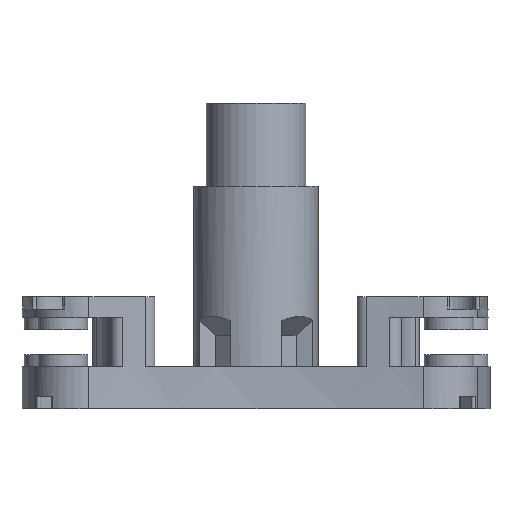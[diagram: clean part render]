
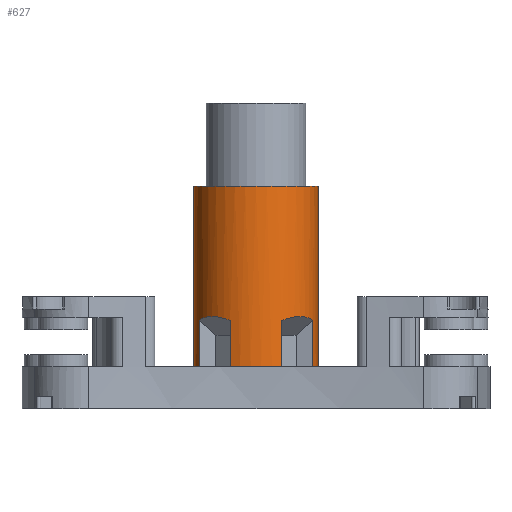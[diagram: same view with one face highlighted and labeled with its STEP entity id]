
A CAD part, front view. The second image highlights one B-rep face of the part: STEP entity #627.
In plain terms, the highlighted cylindrical face has radius 7.5 mm (diameter 15 mm), a partial arc.
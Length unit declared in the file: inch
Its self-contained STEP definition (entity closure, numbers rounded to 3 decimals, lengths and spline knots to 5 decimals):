
#78 = EDGE_CURVE ( 'NONE', #3397, #727, #5316, .T. ) ;
#159 = ORIENTED_EDGE ( 'NONE', *, *, #3885, .F. ) ;
#246 = AXIS2_PLACEMENT_3D ( 'NONE', #5083, #6228, #3731 ) ;
#302 = VERTEX_POINT ( 'NONE', #4931 ) ;
#308 = ORIENTED_EDGE ( 'NONE', *, *, #6102, .T. ) ;
#411 = DIRECTION ( 'NONE',  ( 1., 0., 0. ) ) ;
#476 = VERTEX_POINT ( 'NONE', #3327 ) ;
#627 = ADVANCED_FACE ( 'NONE', ( #2303 ), #4685, .T. ) ;
#648 = CIRCLE ( 'NONE', #7848, 0.29528 ) ;
#666 = EDGE_CURVE ( 'NONE', #3380, #2271, #2442, .T. ) ;
#687 = CARTESIAN_POINT ( 'NONE',  ( -0.26849, -0.12289, 0.95887 ) ) ;
#703 = CARTESIAN_POINT ( 'NONE',  ( 0.26849, -0.12289, 0.32005 ) ) ;
#727 = VERTEX_POINT ( 'NONE', #6761 ) ;
#914 = CARTESIAN_POINT ( 'NONE',  ( -0.23868, -0.18802, 0.34503 ) ) ;
#960 = EDGE_CURVE ( 'NONE', #476, #302, #3545, .T. ) ;
#1163 = CARTESIAN_POINT ( 'NONE',  ( 0., 0., 0.1 ) ) ;
#1186 = CARTESIAN_POINT ( 'NONE',  ( 0.23868, -0.18802, 0.34503 ) ) ;
#1236 = VERTEX_POINT ( 'NONE', #2228 ) ;
#1566 = ORIENTED_EDGE ( 'NONE', *, *, #960, .F. ) ;
#1672 = CARTESIAN_POINT ( 'NONE',  ( 0., 0., 0.1 ) ) ;
#1682 = DIRECTION ( 'NONE',  ( 0., 0., -1. ) ) ;
#1765 = CARTESIAN_POINT ( 'NONE',  ( 0.26849, -0.12289, 0.1 ) ) ;
#1972 = DIRECTION ( 'NONE',  ( 0., 0., -1. ) ) ;
#2029 = ORIENTED_EDGE ( 'NONE', *, *, #7628, .T. ) ;
#2095 = EDGE_CURVE ( 'NONE', #5800, #7862, #2930, .T. ) ;
#2102 = CARTESIAN_POINT ( 'NONE',  ( -0.26849, -0.12289, 0.32005 ) ) ;
#2228 = CARTESIAN_POINT ( 'NONE',  ( 0.12289, -0.26849, 0.1 ) ) ;
#2271 = VERTEX_POINT ( 'NONE', #7018 ) ;
#2303 = FACE_OUTER_BOUND ( 'NONE', #6555, .T. ) ;
#2343 = CIRCLE ( 'NONE', #246, 0.29528 ) ;
#2353 = VECTOR ( 'NONE', #5479, 39.37008 ) ;
#2442 =( BOUNDED_CURVE ( )  B_SPLINE_CURVE ( 3, ( #6804, #4353, #1186, #703 ),
 .UNSPECIFIED., .F., .F. ) 
 B_SPLINE_CURVE_WITH_KNOTS ( ( 4, 4 ),
 ( 2.78544, 3.49774 ),
 .UNSPECIFIED. ) 
 CURVE ( )  GEOMETRIC_REPRESENTATION_ITEM ( )  RATIONAL_B_SPLINE_CURVE ( ( 1., 0.958, 0.958, 1. ) ) 
 REPRESENTATION_ITEM ( '' )  );
#2719 = CARTESIAN_POINT ( 'NONE',  ( -0.18802, -0.23868, 0.34503 ) ) ;
#2727 = DIRECTION ( 'NONE',  ( 0., 0., -1. ) ) ;
#2728 = VERTEX_POINT ( 'NONE', #6398 ) ;
#2774 = ORIENTED_EDGE ( 'NONE', *, *, #6195, .F. ) ;
#2862 = CARTESIAN_POINT ( 'NONE',  ( 0.26849, -0.12289, 0.95887 ) ) ;
#2930 = CIRCLE ( 'NONE', #7904, 0.29528 ) ;
#2947 = ORIENTED_EDGE ( 'NONE', *, *, #78, .T. ) ;
#2998 = VECTOR ( 'NONE', #1972, 39.37008 ) ;
#3055 = CARTESIAN_POINT ( 'NONE',  ( 0.29528, 0., 0.95887 ) ) ;
#3223 = CARTESIAN_POINT ( 'NONE',  ( 0., 0., 0.95887 ) ) ;
#3231 = LINE ( 'NONE', #5668, #2998 ) ;
#3327 = CARTESIAN_POINT ( 'NONE',  ( 0.29528, 0., 0.95887 ) ) ;
#3380 = VERTEX_POINT ( 'NONE', #4632 ) ;
#3397 = VERTEX_POINT ( 'NONE', #4589 ) ;
#3545 = LINE ( 'NONE', #3055, #2353 ) ;
#3611 = CARTESIAN_POINT ( 'NONE',  ( -0.29528, 0., 0.95887 ) ) ;
#3629 = EDGE_CURVE ( 'NONE', #2728, #727, #8075, .T. ) ;
#3731 = DIRECTION ( 'NONE',  ( 1., 0., 0. ) ) ;
#3885 = EDGE_CURVE ( 'NONE', #3397, #7862, #5764, .T. ) ;
#3948 = AXIS2_PLACEMENT_3D ( 'NONE', #1672, #6022, #411 ) ;
#4353 = CARTESIAN_POINT ( 'NONE',  ( 0.18802, -0.23868, 0.34503 ) ) ;
#4538 = VERTEX_POINT ( 'NONE', #6187 ) ;
#4589 = CARTESIAN_POINT ( 'NONE',  ( -0.26849, -0.12289, 0.32005 ) ) ;
#4632 = CARTESIAN_POINT ( 'NONE',  ( 0.12289, -0.26849, 0.32005 ) ) ;
#4685 = CYLINDRICAL_SURFACE ( 'NONE', #4999, 0.29528 ) ;
#4734 = CIRCLE ( 'NONE', #3948, 0.29528 ) ;
#4803 = DIRECTION ( 'NONE',  ( 0., 0., -1. ) ) ;
#4813 = EDGE_CURVE ( 'NONE', #7283, #2271, #6676, .T. ) ;
#4931 = CARTESIAN_POINT ( 'NONE',  ( 0.29528, 0., 0.1 ) ) ;
#4940 = DIRECTION ( 'NONE',  ( 0., 0., 1. ) ) ;
#4945 = VECTOR ( 'NONE', #6593, 39.37008 ) ;
#4953 = CARTESIAN_POINT ( 'NONE',  ( -0.12289, -0.26849, 0.95887 ) ) ;
#4999 = AXIS2_PLACEMENT_3D ( 'NONE', #7301, #1682, #5460 ) ;
#5050 = ORIENTED_EDGE ( 'NONE', *, *, #5725, .F. ) ;
#5083 = CARTESIAN_POINT ( 'NONE',  ( 0., 0., 0.1 ) ) ;
#5316 =( BOUNDED_CURVE ( )  B_SPLINE_CURVE ( 3, ( #2102, #914, #2719, #6448 ),
 .UNSPECIFIED., .F., .F. ) 
 B_SPLINE_CURVE_WITH_KNOTS ( ( 4, 4 ),
 ( 2.78544, 3.49774 ),
 .UNSPECIFIED. ) 
 CURVE ( )  GEOMETRIC_REPRESENTATION_ITEM ( )  RATIONAL_B_SPLINE_CURVE ( ( 1., 0.958, 0.958, 1. ) ) 
 REPRESENTATION_ITEM ( '' )  );
#5460 = DIRECTION ( 'NONE',  ( -1., 0., 0. ) ) ;
#5479 = DIRECTION ( 'NONE',  ( 0., 0., -1. ) ) ;
#5668 = CARTESIAN_POINT ( 'NONE',  ( 0.12289, -0.26849, 0.95887 ) ) ;
#5725 = EDGE_CURVE ( 'NONE', #3380, #1236, #3231, .T. ) ;
#5764 = LINE ( 'NONE', #687, #6040 ) ;
#5800 = VERTEX_POINT ( 'NONE', #6519 ) ;
#6022 = DIRECTION ( 'NONE',  ( 0., 0., 1. ) ) ;
#6040 = VECTOR ( 'NONE', #2727, 39.37008 ) ;
#6102 = EDGE_CURVE ( 'NONE', #7283, #302, #2343, .T. ) ;
#6107 = LINE ( 'NONE', #3611, #7889 ) ;
#6187 = CARTESIAN_POINT ( 'NONE',  ( -0.29528, 0., 0.95887 ) ) ;
#6195 = EDGE_CURVE ( 'NONE', #4538, #476, #648, .T. ) ;
#6226 = ORIENTED_EDGE ( 'NONE', *, *, #3629, .F. ) ;
#6228 = DIRECTION ( 'NONE',  ( 0., 0., 1. ) ) ;
#6398 = CARTESIAN_POINT ( 'NONE',  ( -0.12289, -0.26849, 0.1 ) ) ;
#6448 = CARTESIAN_POINT ( 'NONE',  ( -0.12289, -0.26849, 0.32005 ) ) ;
#6519 = CARTESIAN_POINT ( 'NONE',  ( -0.29528, 0., 0.1 ) ) ;
#6555 = EDGE_LOOP ( 'NONE', ( #1566, #2774, #7328, #7647, #159, #2947, #6226, #2029, #5050, #7805, #6882, #308 ) ) ;
#6593 = DIRECTION ( 'NONE',  ( 0., 0., 1. ) ) ;
#6676 = LINE ( 'NONE', #2862, #4945 ) ;
#6761 = CARTESIAN_POINT ( 'NONE',  ( -0.12289, -0.26849, 0.32005 ) ) ;
#6804 = CARTESIAN_POINT ( 'NONE',  ( 0.12289, -0.26849, 0.32005 ) ) ;
#6882 = ORIENTED_EDGE ( 'NONE', *, *, #4813, .F. ) ;
#6948 = VECTOR ( 'NONE', #7454, 39.37008 ) ;
#7018 = CARTESIAN_POINT ( 'NONE',  ( 0.26849, -0.12289, 0.32005 ) ) ;
#7199 = EDGE_CURVE ( 'NONE', #4538, #5800, #6107, .T. ) ;
#7283 = VERTEX_POINT ( 'NONE', #1765 ) ;
#7301 = CARTESIAN_POINT ( 'NONE',  ( 0., 0., 0.95887 ) ) ;
#7328 = ORIENTED_EDGE ( 'NONE', *, *, #7199, .T. ) ;
#7439 = DIRECTION ( 'NONE',  ( 1., 0., 0. ) ) ;
#7454 = DIRECTION ( 'NONE',  ( 0., 0., 1. ) ) ;
#7594 = CARTESIAN_POINT ( 'NONE',  ( -0.26849, -0.12289, 0.1 ) ) ;
#7621 = DIRECTION ( 'NONE',  ( 1., 0., 0. ) ) ;
#7628 = EDGE_CURVE ( 'NONE', #2728, #1236, #4734, .T. ) ;
#7647 = ORIENTED_EDGE ( 'NONE', *, *, #2095, .T. ) ;
#7668 = DIRECTION ( 'NONE',  ( 0., 0., 1. ) ) ;
#7805 = ORIENTED_EDGE ( 'NONE', *, *, #666, .T. ) ;
#7848 = AXIS2_PLACEMENT_3D ( 'NONE', #3223, #7668, #7621 ) ;
#7862 = VERTEX_POINT ( 'NONE', #7594 ) ;
#7889 = VECTOR ( 'NONE', #4803, 39.37008 ) ;
#7904 = AXIS2_PLACEMENT_3D ( 'NONE', #1163, #4940, #7439 ) ;
#8075 = LINE ( 'NONE', #4953, #6948 ) ;
